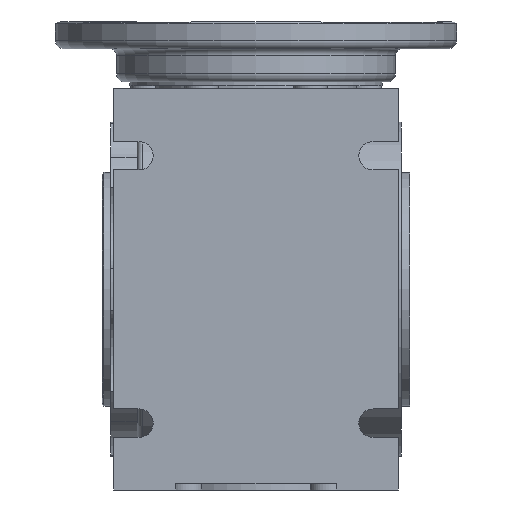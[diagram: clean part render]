
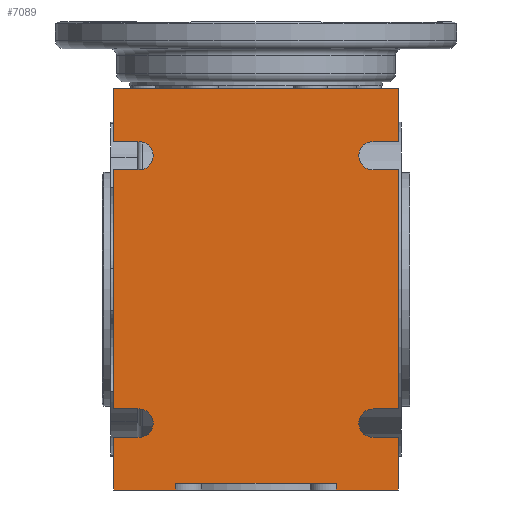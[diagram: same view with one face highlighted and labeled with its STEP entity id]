
A CAD part, front view. The second image highlights one B-rep face of the part: STEP entity #7089.
In plain terms, the highlighted planar face has unit normal (0, -1, 0).
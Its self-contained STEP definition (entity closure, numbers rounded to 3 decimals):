
#4629=CARTESIAN_POINT('',(44.25,-60.0,-35.0));
#4630=VERTEX_POINT('',#4629);
#4631=CARTESIAN_POINT('',(35.75,-60.0,-35.0));
#4632=VERTEX_POINT('',#4631);
#4633=CARTESIAN_POINT('',(40.0,-60.0,-35.0));
#4634=DIRECTION('',(0.0,1.0,0.0));
#4635=DIRECTION('',(-1.0,0.0,0.0));
#4636=AXIS2_PLACEMENT_3D('',#4633,#4634,#4635);
#4637=CIRCLE('',#4636,4.25);
#4638=EDGE_CURVE('',#4630,#4632,#4637,.F.);
#4671=CARTESIAN_POINT('',(-35.75,-60.0,-35.0));
#4672=VERTEX_POINT('',#4671);
#4673=CARTESIAN_POINT('',(-44.25,-60.0,-35.0));
#4674=VERTEX_POINT('',#4673);
#4675=CARTESIAN_POINT('',(-40.0,-60.0,-35.0));
#4676=DIRECTION('',(0.0,1.0,0.0));
#4677=DIRECTION('',(-1.0,0.0,0.0));
#4678=AXIS2_PLACEMENT_3D('',#4675,#4676,#4677);
#4679=CIRCLE('',#4678,4.25);
#4680=EDGE_CURVE('',#4672,#4674,#4679,.F.);
#5005=CARTESIAN_POINT('',(-58.,-60.0,-24.));
#5006=VERTEX_POINT('',#5005);
#5014=CARTESIAN_POINT('',(-60.0,-60.0,-24.));
#5015=VERTEX_POINT('',#5014);
#5022=CARTESIAN_POINT('',(-58.,-60.0,-24.));
#5023=DIRECTION('',(-1.0,0.0,0.0));
#5024=VECTOR('',#5023,2.);
#5025=LINE('',#5022,#5024);
#5026=EDGE_CURVE('',#5006,#5015,#5025,.T.);
#5877=CARTESIAN_POINT('',(60.0,-60.0,-42.5));
#5878=VERTEX_POINT('',#5877);
#5895=CARTESIAN_POINT('',(60.0,-60.0,42.5));
#5896=VERTEX_POINT('',#5895);
#5903=CARTESIAN_POINT('',(60.0,-60.0,42.5));
#5904=DIRECTION('',(0.0,0.0,-1.0));
#5905=VECTOR('',#5904,85.0);
#5906=LINE('',#5903,#5905);
#5907=EDGE_CURVE('',#5896,#5878,#5906,.T.);
#6584=CARTESIAN_POINT('',(-60.0,-60.0,24.));
#6585=VERTEX_POINT('',#6584);
#6602=CARTESIAN_POINT('',(-58.,-60.0,24.));
#6603=VERTEX_POINT('',#6602);
#6610=CARTESIAN_POINT('',(-60.0,-60.0,24.));
#6611=DIRECTION('',(1.0,0.0,0.0));
#6612=VECTOR('',#6611,2.);
#6613=LINE('',#6610,#6612);
#6614=EDGE_CURVE('',#6585,#6603,#6613,.T.);
#6651=CARTESIAN_POINT('',(-58.,-60.0,-24.));
#6652=DIRECTION('',(0.0,0.0,1.0));
#6653=VECTOR('',#6652,48.);
#6654=LINE('',#6651,#6653);
#6655=EDGE_CURVE('',#5006,#6603,#6654,.T.);
#6675=CARTESIAN_POINT('',(-60.0,-60.0,42.5));
#6676=VERTEX_POINT('',#6675);
#6677=CARTESIAN_POINT('',(-60.0,-60.0,42.5));
#6678=DIRECTION('',(0.0,0.0,-1.0));
#6679=VECTOR('',#6678,18.5);
#6680=LINE('',#6677,#6679);
#6681=EDGE_CURVE('',#6676,#6585,#6680,.T.);
#6788=CARTESIAN_POINT('',(-60.0,-60.0,-42.5));
#6789=VERTEX_POINT('',#6788);
#6796=CARTESIAN_POINT('',(-60.0,-60.0,-24.));
#6797=DIRECTION('',(0.0,0.0,-1.0));
#6798=VECTOR('',#6797,18.5);
#6799=LINE('',#6796,#6798);
#6800=EDGE_CURVE('',#5015,#6789,#6799,.T.);
#6896=CARTESIAN_POINT('',(-44.25,-60.0,-42.5));
#6897=VERTEX_POINT('',#6896);
#6904=CARTESIAN_POINT('',(-60.0,-60.0,-42.5));
#6905=DIRECTION('',(1.0,0.0,0.0));
#6906=VECTOR('',#6905,15.75);
#6907=LINE('',#6904,#6906);
#6908=EDGE_CURVE('',#6789,#6897,#6907,.T.);
#6933=CARTESIAN_POINT('',(44.25,-60.0,-42.5));
#6934=VERTEX_POINT('',#6933);
#6935=CARTESIAN_POINT('',(44.25,-60.0,-42.5));
#6936=DIRECTION('',(1.0,0.0,0.0));
#6937=VECTOR('',#6936,15.75);
#6938=LINE('',#6935,#6937);
#6939=EDGE_CURVE('',#6934,#5878,#6938,.T.);
#6966=CARTESIAN_POINT('',(-60.0,-60.0,42.5));
#6967=DIRECTION('',(0.0,1.0,0.0));
#6968=DIRECTION('',(0.0,0.0,1.0));
#6969=AXIS2_PLACEMENT_3D('',#6966,#6967,#6968);
#6970=PLANE('',#6969);
#6971=ORIENTED_EDGE('',*,*,#6655,.F.);
#6972=ORIENTED_EDGE('',*,*,#5026,.T.);
#6973=ORIENTED_EDGE('',*,*,#6800,.T.);
#6974=ORIENTED_EDGE('',*,*,#6908,.T.);
#6975=CARTESIAN_POINT('',(-44.25,-60.0,-42.5));
#6976=DIRECTION('',(0.0,0.0,1.0));
#6977=VECTOR('',#6976,7.5);
#6978=LINE('',#6975,#6977);
#6979=EDGE_CURVE('',#6897,#4674,#6978,.T.);
#6980=ORIENTED_EDGE('',*,*,#6979,.T.);
#6981=ORIENTED_EDGE('',*,*,#4680,.F.);
#6982=CARTESIAN_POINT('',(-35.75,-60.0,-42.5));
#6983=VERTEX_POINT('',#6982);
#6984=CARTESIAN_POINT('',(-35.75,-60.0,-35.0));
#6985=DIRECTION('',(0.0,0.0,-1.0));
#6986=VECTOR('',#6985,7.5);
#6987=LINE('',#6984,#6986);
#6988=EDGE_CURVE('',#4672,#6983,#6987,.T.);
#6989=ORIENTED_EDGE('',*,*,#6988,.T.);
#6990=CARTESIAN_POINT('',(35.75,-60.0,-42.5));
#6991=VERTEX_POINT('',#6990);
#6992=CARTESIAN_POINT('',(-35.75,-60.0,-42.5));
#6993=DIRECTION('',(1.0,0.0,0.0));
#6994=VECTOR('',#6993,71.5);
#6995=LINE('',#6992,#6994);
#6996=EDGE_CURVE('',#6983,#6991,#6995,.T.);
#6997=ORIENTED_EDGE('',*,*,#6996,.T.);
#6998=CARTESIAN_POINT('',(35.75,-60.0,-42.5));
#6999=DIRECTION('',(0.0,0.0,1.0));
#7000=VECTOR('',#6999,7.5);
#7001=LINE('',#6998,#7000);
#7002=EDGE_CURVE('',#6991,#4632,#7001,.T.);
#7003=ORIENTED_EDGE('',*,*,#7002,.T.);
#7004=ORIENTED_EDGE('',*,*,#4638,.F.);
#7005=CARTESIAN_POINT('',(44.25,-60.0,-35.0));
#7006=DIRECTION('',(0.0,0.0,-1.0));
#7007=VECTOR('',#7006,7.5);
#7008=LINE('',#7005,#7007);
#7009=EDGE_CURVE('',#4630,#6934,#7008,.T.);
#7010=ORIENTED_EDGE('',*,*,#7009,.T.);
#7011=ORIENTED_EDGE('',*,*,#6939,.T.);
#7012=ORIENTED_EDGE('',*,*,#5907,.F.);
#7013=CARTESIAN_POINT('',(44.25,-60.0,42.5));
#7014=VERTEX_POINT('',#7013);
#7015=CARTESIAN_POINT('',(44.25,-60.0,42.5));
#7016=DIRECTION('',(1.0,0.0,0.0));
#7017=VECTOR('',#7016,15.75);
#7018=LINE('',#7015,#7017);
#7019=EDGE_CURVE('',#7014,#5896,#7018,.T.);
#7020=ORIENTED_EDGE('',*,*,#7019,.F.);
#7021=CARTESIAN_POINT('',(44.25,-60.0,35.0));
#7022=VERTEX_POINT('',#7021);
#7023=CARTESIAN_POINT('',(44.25,-60.0,35.0));
#7024=DIRECTION('',(0.0,0.0,1.0));
#7025=VECTOR('',#7024,7.5);
#7026=LINE('',#7023,#7025);
#7027=EDGE_CURVE('',#7022,#7014,#7026,.T.);
#7028=ORIENTED_EDGE('',*,*,#7027,.F.);
#7029=CARTESIAN_POINT('',(35.75,-60.0,35.0));
#7030=VERTEX_POINT('',#7029);
#7031=CARTESIAN_POINT('',(40.0,-60.0,35.0));
#7032=DIRECTION('',(0.0,1.0,0.0));
#7033=DIRECTION('',(-1.0,0.0,0.0));
#7034=AXIS2_PLACEMENT_3D('',#7031,#7032,#7033);
#7035=CIRCLE('',#7034,4.25);
#7036=EDGE_CURVE('',#7022,#7030,#7035,.T.);
#7037=ORIENTED_EDGE('',*,*,#7036,.T.);
#7038=CARTESIAN_POINT('',(35.75,-60.0,42.5));
#7039=VERTEX_POINT('',#7038);
#7040=CARTESIAN_POINT('',(35.75,-60.0,42.5));
#7041=DIRECTION('',(0.0,0.0,-1.0));
#7042=VECTOR('',#7041,7.5);
#7043=LINE('',#7040,#7042);
#7044=EDGE_CURVE('',#7039,#7030,#7043,.T.);
#7045=ORIENTED_EDGE('',*,*,#7044,.F.);
#7046=CARTESIAN_POINT('',(-35.75,-60.0,42.5));
#7047=VERTEX_POINT('',#7046);
#7048=CARTESIAN_POINT('',(-35.75,-60.0,42.5));
#7049=DIRECTION('',(1.0,0.0,0.0));
#7050=VECTOR('',#7049,71.5);
#7051=LINE('',#7048,#7050);
#7052=EDGE_CURVE('',#7047,#7039,#7051,.T.);
#7053=ORIENTED_EDGE('',*,*,#7052,.F.);
#7054=CARTESIAN_POINT('',(-35.75,-60.0,35.0));
#7055=VERTEX_POINT('',#7054);
#7056=CARTESIAN_POINT('',(-35.75,-60.0,35.0));
#7057=DIRECTION('',(0.0,0.0,1.0));
#7058=VECTOR('',#7057,7.5);
#7059=LINE('',#7056,#7058);
#7060=EDGE_CURVE('',#7055,#7047,#7059,.T.);
#7061=ORIENTED_EDGE('',*,*,#7060,.F.);
#7062=CARTESIAN_POINT('',(-44.25,-60.0,35.0));
#7063=VERTEX_POINT('',#7062);
#7064=CARTESIAN_POINT('',(-40.0,-60.0,35.0));
#7065=DIRECTION('',(0.0,1.0,0.0));
#7066=DIRECTION('',(-1.0,0.0,0.0));
#7067=AXIS2_PLACEMENT_3D('',#7064,#7065,#7066);
#7068=CIRCLE('',#7067,4.25);
#7069=EDGE_CURVE('',#7055,#7063,#7068,.T.);
#7070=ORIENTED_EDGE('',*,*,#7069,.T.);
#7071=CARTESIAN_POINT('',(-44.25,-60.0,42.5));
#7072=VERTEX_POINT('',#7071);
#7073=CARTESIAN_POINT('',(-44.25,-60.0,42.5));
#7074=DIRECTION('',(0.0,0.0,-1.0));
#7075=VECTOR('',#7074,7.5);
#7076=LINE('',#7073,#7075);
#7077=EDGE_CURVE('',#7072,#7063,#7076,.T.);
#7078=ORIENTED_EDGE('',*,*,#7077,.F.);
#7079=CARTESIAN_POINT('',(-60.0,-60.0,42.5));
#7080=DIRECTION('',(1.0,0.0,0.0));
#7081=VECTOR('',#7080,15.75);
#7082=LINE('',#7079,#7081);
#7083=EDGE_CURVE('',#6676,#7072,#7082,.T.);
#7084=ORIENTED_EDGE('',*,*,#7083,.F.);
#7085=ORIENTED_EDGE('',*,*,#6681,.T.);
#7086=ORIENTED_EDGE('',*,*,#6614,.T.);
#7087=EDGE_LOOP('',(#6971,#6972,#6973,#6974,#6980,#6981,#6989,#6997,#7003,#7004,#7010,#7011,#7012,#7020,#7028,#7037,#7045,#7053,#7061,#7070,#7078,#7084,#7085,#7086));
#7088=FACE_OUTER_BOUND('',#7087,.T.);
#7089=ADVANCED_FACE('',(#7088),#6970,.F.);
